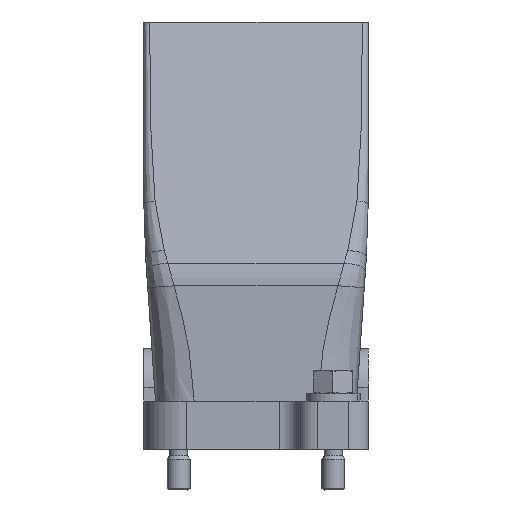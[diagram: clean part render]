
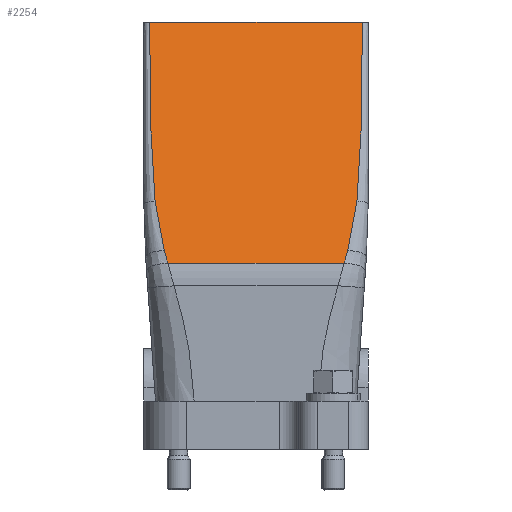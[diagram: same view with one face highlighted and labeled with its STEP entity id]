
A CAD part, front view. The second image highlights one B-rep face of the part: STEP entity #2254.
In plain terms, the highlighted planar face has unit normal (0, -0.956, 0.293).
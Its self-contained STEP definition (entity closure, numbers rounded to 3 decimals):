
#2169=AXIS2_PLACEMENT_3D('Plane Axis2P3D',#2166,#2167,#2168) ;
#1381=CARTESIAN_POINT('Vertex',(1.5,41.,121.)) ;
#1384=CARTESIAN_POINT('Line Origine',(29.,41.,121.)) ;
#1388=CARTESIAN_POINT('Vertex',(56.5,41.,121.)) ;
#2136=CARTESIAN_POINT('Control Point',(55.086,26.79,74.665)) ;
#2137=CARTESIAN_POINT('Control Point',(55.194,27.123,75.75)) ;
#2138=CARTESIAN_POINT('Control Point',(55.292,27.454,76.832)) ;
#2139=CARTESIAN_POINT('Control Point',(55.382,27.784,77.908)) ;
#2140=CARTESIAN_POINT('Control Point',(56.038,30.387,86.394)) ;
#2141=CARTESIAN_POINT('Control Point',(56.308,32.995,94.897)) ;
#2142=CARTESIAN_POINT('Control Point',(56.456,35.272,102.324)) ;
#2143=CARTESIAN_POINT('Control Point',(56.496,37.753,110.413)) ;
#2144=CARTESIAN_POINT('Control Point',(56.5,40.234,118.503)) ;
#2145=CARTESIAN_POINT('Control Point',(56.5,40.485,119.32)) ;
#2146=CARTESIAN_POINT('Control Point',(56.5,40.746,120.173)) ;
#2147=CARTESIAN_POINT('Control Point',(56.5,41.,121.)) ;
#2148=CARTESIAN_POINT('Vertex',(55.086,26.79,74.665)) ;
#2166=CARTESIAN_POINT('Axis2P3D Location',(29.,41.,121.)) ;
#2172=CARTESIAN_POINT('Control Point',(2.914,26.79,74.665)) ;
#2173=CARTESIAN_POINT('Control Point',(2.806,27.123,75.75)) ;
#2174=CARTESIAN_POINT('Control Point',(2.708,27.454,76.832)) ;
#2175=CARTESIAN_POINT('Control Point',(2.618,27.784,77.908)) ;
#2176=CARTESIAN_POINT('Control Point',(1.962,30.387,86.394)) ;
#2177=CARTESIAN_POINT('Control Point',(1.692,32.995,94.897)) ;
#2178=CARTESIAN_POINT('Control Point',(1.544,35.272,102.324)) ;
#2179=CARTESIAN_POINT('Control Point',(1.504,37.753,110.413)) ;
#2180=CARTESIAN_POINT('Control Point',(1.5,40.234,118.503)) ;
#2181=CARTESIAN_POINT('Control Point',(1.5,40.485,119.32)) ;
#2182=CARTESIAN_POINT('Control Point',(1.5,40.746,120.173)) ;
#2183=CARTESIAN_POINT('Control Point',(1.5,41.,121.)) ;
#2184=CARTESIAN_POINT('Vertex',(2.914,26.79,74.665)) ;
#2188=CARTESIAN_POINT('Control Point',(5.285,22.891,61.951)) ;
#2189=CARTESIAN_POINT('Control Point',(4.81,23.416,63.665)) ;
#2190=CARTESIAN_POINT('Control Point',(4.38,23.945,65.39)) ;
#2191=CARTESIAN_POINT('Control Point',(4.003,24.478,67.129)) ;
#2192=CARTESIAN_POINT('Control Point',(3.537,25.261,69.679)) ;
#2193=CARTESIAN_POINT('Control Point',(3.184,26.048,72.246)) ;
#2194=CARTESIAN_POINT('Control Point',(3.085,26.293,73.044)) ;
#2195=CARTESIAN_POINT('Control Point',(2.995,26.541,73.854)) ;
#2196=CARTESIAN_POINT('Control Point',(2.913,26.79,74.665)) ;
#2197=CARTESIAN_POINT('Vertex',(5.285,22.891,61.951)) ;
#2201=CARTESIAN_POINT('Control Point',(6.217,21.879,58.652)) ;
#2202=CARTESIAN_POINT('Control Point',(6.13,21.97,58.951)) ;
#2203=CARTESIAN_POINT('Control Point',(6.044,22.062,59.249)) ;
#2204=CARTESIAN_POINT('Control Point',(5.958,22.154,59.548)) ;
#2205=CARTESIAN_POINT('Control Point',(5.77,22.356,60.207)) ;
#2206=CARTESIAN_POINT('Control Point',(5.584,22.558,60.867)) ;
#2207=CARTESIAN_POINT('Control Point',(5.484,22.669,61.229)) ;
#2208=CARTESIAN_POINT('Control Point',(5.384,22.78,61.59)) ;
#2209=CARTESIAN_POINT('Control Point',(5.285,22.891,61.951)) ;
#2210=CARTESIAN_POINT('Vertex',(6.217,21.879,58.652)) ;
#2213=CARTESIAN_POINT('Line Origine',(29.,21.879,58.652)) ;
#2217=CARTESIAN_POINT('Vertex',(51.783,21.879,58.652)) ;
#2221=CARTESIAN_POINT('Control Point',(51.783,21.879,58.652)) ;
#2222=CARTESIAN_POINT('Control Point',(51.87,21.97,58.951)) ;
#2223=CARTESIAN_POINT('Control Point',(51.956,22.062,59.249)) ;
#2224=CARTESIAN_POINT('Control Point',(52.042,22.154,59.548)) ;
#2225=CARTESIAN_POINT('Control Point',(52.23,22.356,60.207)) ;
#2226=CARTESIAN_POINT('Control Point',(52.416,22.558,60.867)) ;
#2227=CARTESIAN_POINT('Control Point',(52.516,22.669,61.229)) ;
#2228=CARTESIAN_POINT('Control Point',(52.616,22.78,61.59)) ;
#2229=CARTESIAN_POINT('Control Point',(52.715,22.891,61.951)) ;
#2230=CARTESIAN_POINT('Vertex',(52.715,22.891,61.951)) ;
#2234=CARTESIAN_POINT('Control Point',(52.715,22.891,61.951)) ;
#2235=CARTESIAN_POINT('Control Point',(53.19,23.416,63.665)) ;
#2236=CARTESIAN_POINT('Control Point',(53.62,23.945,65.39)) ;
#2237=CARTESIAN_POINT('Control Point',(53.997,24.478,67.129)) ;
#2238=CARTESIAN_POINT('Control Point',(54.463,25.261,69.679)) ;
#2239=CARTESIAN_POINT('Control Point',(54.816,26.048,72.246)) ;
#2240=CARTESIAN_POINT('Control Point',(54.915,26.293,73.044)) ;
#2241=CARTESIAN_POINT('Control Point',(55.005,26.541,73.854)) ;
#2242=CARTESIAN_POINT('Control Point',(55.087,26.79,74.665)) ;
#1385=DIRECTION('Vector Direction',(-1.,0.,0.)) ;
#2167=DIRECTION('Axis2P3D Direction',(0.,0.956,-0.293)) ;
#2168=DIRECTION('Axis2P3D XDirection',(0.,-0.293,-0.956)) ;
#2214=DIRECTION('Vector Direction',(-1.,0.,0.)) ;
#1386=VECTOR('Line Direction',#1385,1.) ;
#2215=VECTOR('Line Direction',#2214,1.) ;
#2245=ORIENTED_EDGE('',*,*,#2186,.T.) ;
#2246=ORIENTED_EDGE('',*,*,#2199,.T.) ;
#2247=ORIENTED_EDGE('',*,*,#2212,.T.) ;
#2248=ORIENTED_EDGE('',*,*,#2219,.F.) ;
#2249=ORIENTED_EDGE('',*,*,#2232,.F.) ;
#2250=ORIENTED_EDGE('',*,*,#2243,.F.) ;
#2251=ORIENTED_EDGE('',*,*,#2150,.F.) ;
#2252=ORIENTED_EDGE('',*,*,#1390,.T.) ;
#2254=ADVANCED_FACE('Hood',(#2253),#2170,.F.) ;
#2135=B_SPLINE_CURVE_WITH_KNOTS('',5,(#2136,#2137,#2138,#2139,#2140,#2141,#2142,#2143,#2144,#2145,#2146,#2147),.UNSPECIFIED.,.F.,.U.,(6,3,3,6),(120.168,130.06,197.185,203.333),.UNSPECIFIED.) ;
#2171=B_SPLINE_CURVE_WITH_KNOTS('',5,(#2172,#2173,#2174,#2175,#2176,#2177,#2178,#2179,#2180,#2181,#2182,#2183),.UNSPECIFIED.,.F.,.U.,(6,3,3,6),(120.168,130.06,197.185,203.333),.UNSPECIFIED.) ;
#2187=B_SPLINE_CURVE_WITH_KNOTS('',5,(#2188,#2189,#2190,#2191,#2192,#2193,#2194,#2195,#2196),.UNSPECIFIED.,.F.,.U.,(6,3,6),(97.865,114.078,121.512),.UNSPECIFIED.) ;
#2200=B_SPLINE_CURVE_WITH_KNOTS('',5,(#2201,#2202,#2203,#2204,#2205,#2206,#2207,#2208,#2209),.UNSPECIFIED.,.F.,.U.,(6,3,6),(90.489,93.275,96.639),.UNSPECIFIED.) ;
#2220=B_SPLINE_CURVE_WITH_KNOTS('',5,(#2221,#2222,#2223,#2224,#2225,#2226,#2227,#2228,#2229),.UNSPECIFIED.,.F.,.U.,(6,3,6),(90.489,93.275,96.639),.UNSPECIFIED.) ;
#2233=B_SPLINE_CURVE_WITH_KNOTS('',5,(#2234,#2235,#2236,#2237,#2238,#2239,#2240,#2241,#2242),.UNSPECIFIED.,.F.,.U.,(6,3,6),(97.865,114.078,121.512),.UNSPECIFIED.) ;
#1390=EDGE_CURVE('',#1389,#1382,#1387,.T.) ;
#2150=EDGE_CURVE('',#1389,#2149,#2135,.F.) ;
#2186=EDGE_CURVE('',#1382,#2185,#2171,.F.) ;
#2199=EDGE_CURVE('',#2185,#2198,#2187,.F.) ;
#2212=EDGE_CURVE('',#2198,#2211,#2200,.F.) ;
#2219=EDGE_CURVE('',#2218,#2211,#2216,.T.) ;
#2232=EDGE_CURVE('',#2231,#2218,#2220,.F.) ;
#2243=EDGE_CURVE('',#2149,#2231,#2233,.F.) ;
#2244=EDGE_LOOP('',(#2245,#2246,#2247,#2248,#2249,#2250,#2251,#2252)) ;
#2253=FACE_OUTER_BOUND('',#2244,.T.) ;
#1387=LINE('Line',#1384,#1386) ;
#2216=LINE('Line',#2213,#2215) ;
#2170=PLANE('',#2169) ;
#1382=VERTEX_POINT('',#1381) ;
#1389=VERTEX_POINT('',#1388) ;
#2149=VERTEX_POINT('',#2148) ;
#2185=VERTEX_POINT('',#2184) ;
#2198=VERTEX_POINT('',#2197) ;
#2211=VERTEX_POINT('',#2210) ;
#2218=VERTEX_POINT('',#2217) ;
#2231=VERTEX_POINT('',#2230) ;
